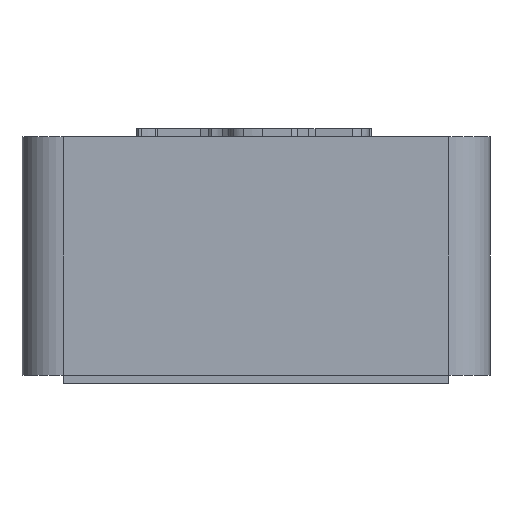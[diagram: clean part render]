
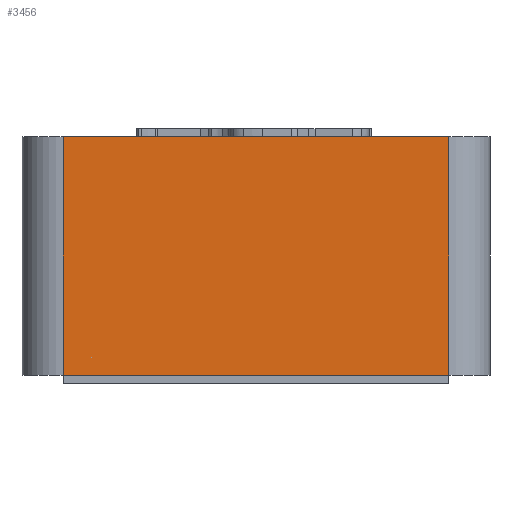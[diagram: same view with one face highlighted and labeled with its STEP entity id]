
A CAD part, front view. The second image highlights one B-rep face of the part: STEP entity #3456.
In plain terms, the highlighted planar face has unit normal (0, -1, 0).
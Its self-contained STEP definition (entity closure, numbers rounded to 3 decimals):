
#533=FACE_OUTER_BOUND('',#729,.T.);
#729=EDGE_LOOP('',(#3147,#3148,#3149,#3150));
#810=LINE('',#4200,#1106);
#1025=LINE('',#6804,#1321);
#1026=LINE('',#6805,#1322);
#1027=LINE('',#6806,#1323);
#1106=VECTOR('',#3701,10.);
#1321=VECTOR('',#4010,10.);
#1322=VECTOR('',#4011,10.);
#1323=VECTOR('',#4012,10.);
#1377=VERTEX_POINT('',#4185);
#1384=VERTEX_POINT('',#4198);
#1665=VERTEX_POINT('',#6802);
#1666=VERTEX_POINT('',#6803);
#1746=EDGE_CURVE('',#1384,#1377,#810,.T.);
#2167=EDGE_CURVE('',#1665,#1666,#1025,.T.);
#2168=EDGE_CURVE('',#1665,#1377,#1026,.T.);
#2169=EDGE_CURVE('',#1666,#1384,#1027,.T.);
#3147=ORIENTED_EDGE('',*,*,#2167,.F.);
#3148=ORIENTED_EDGE('',*,*,#2168,.T.);
#3149=ORIENTED_EDGE('',*,*,#1746,.F.);
#3150=ORIENTED_EDGE('',*,*,#2169,.F.);
#3275=PLANE('',#3556);
#3456=ADVANCED_FACE('',(#533),#3275,.T.);
#3556=AXIS2_PLACEMENT_3D('',#6801,#4008,#4009);
#3701=DIRECTION('',(1.,0.,0.));
#4008=DIRECTION('center_axis',(0.,-1.,0.));
#4009=DIRECTION('ref_axis',(1.,0.,0.));
#4010=DIRECTION('',(-1.,0.,0.));
#4011=DIRECTION('',(0.,0.,1.));
#4012=DIRECTION('',(0.,0.,1.));
#4185=CARTESIAN_POINT('',(5.2,0.,2.9));
#4198=CARTESIAN_POINT('',(0.5,0.,2.9));
#4200=CARTESIAN_POINT('',(5.2,0.,2.9));
#6801=CARTESIAN_POINT('Origin',(0.5,0.,0.));
#6802=CARTESIAN_POINT('',(5.2,0.,0.));
#6803=CARTESIAN_POINT('',(0.5,0.,0.));
#6804=CARTESIAN_POINT('',(5.2,0.,0.));
#6805=CARTESIAN_POINT('',(5.2,0.,0.));
#6806=CARTESIAN_POINT('',(0.5,0.,0.));
